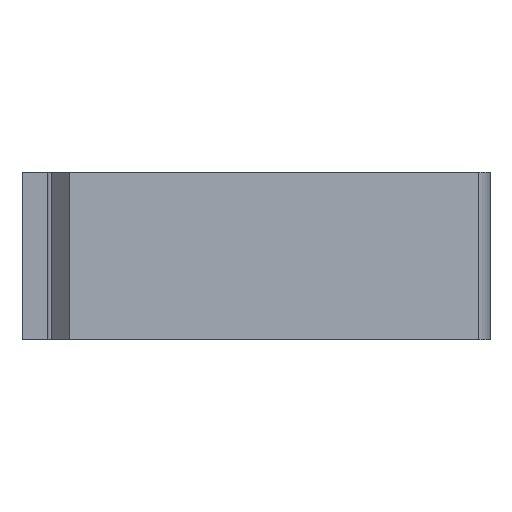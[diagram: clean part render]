
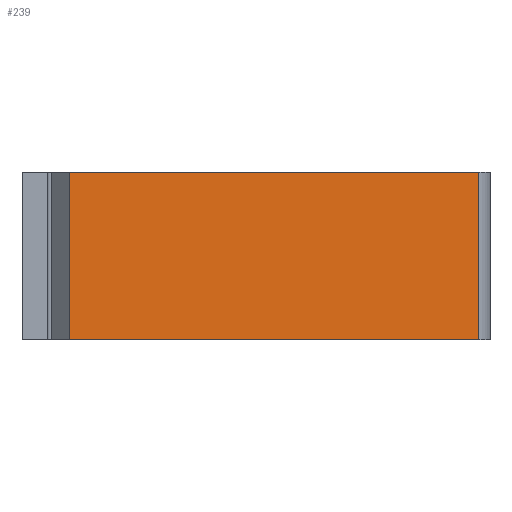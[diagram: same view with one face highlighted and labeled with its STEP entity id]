
A CAD part, left-side view. The second image highlights one B-rep face of the part: STEP entity #239.
In plain terms, the highlighted planar face has unit normal (-0.707, -0.707, 0).
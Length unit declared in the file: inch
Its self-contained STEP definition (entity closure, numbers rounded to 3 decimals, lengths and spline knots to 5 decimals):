
#165=EDGE_CURVE('',#399,#400,#401,.T.);
#217=EDGE_CURVE('',#472,#436,#473,.T.);
#239=ADVANCED_FACE('',(#503),#504,.T.);
#265=EDGE_CURVE('',#400,#436,#538,.T.);
#273=EDGE_CURVE('',#399,#472,#546,.T.);
#399=VERTEX_POINT('',#731);
#400=VERTEX_POINT('',#732);
#401=LINE('',#733,#734);
#436=VERTEX_POINT('',#821);
#472=VERTEX_POINT('',#886);
#473=LINE('',#887,#888);
#503=FACE_OUTER_BOUND('',#965,.T.);
#504=PLANE('',#966);
#538=LINE('',#1029,#1030);
#546=LINE('',#1042,#1043);
#731=CARTESIAN_POINT('',(5.86554,0.19209,0.0));
#732=CARTESIAN_POINT('',(5.86554,0.19209,1.625));
#733=CARTESIAN_POINT('',(5.86554,0.19209,0.0));
#734=VECTOR('',#1240,1.0);
#821=CARTESIAN_POINT('',(1.88787,4.16977,1.625));
#886=CARTESIAN_POINT('',(1.88787,4.16977,0.0));
#887=CARTESIAN_POINT('',(1.88787,4.16977,0.0));
#888=VECTOR('',#1327,1.0);
#965=EDGE_LOOP('',(#1364,#1365,#1366,#1367));
#966=AXIS2_PLACEMENT_3D('',#1368,#1369,#1370);
#1029=CARTESIAN_POINT('',(5.86554,0.19209,1.625));
#1030=VECTOR('',#1424,1.0);
#1042=CARTESIAN_POINT('',(5.86554,0.19209,0.0));
#1043=VECTOR('',#1428,1.0);
#1240=DIRECTION('',(0.0,0.0,1.0));
#1327=DIRECTION('',(0.0,0.0,1.0));
#1364=ORIENTED_EDGE('',*,*,#265,.T.);
#1365=ORIENTED_EDGE('',*,*,#217,.F.);
#1366=ORIENTED_EDGE('',*,*,#273,.F.);
#1367=ORIENTED_EDGE('',*,*,#165,.T.);
#1368=CARTESIAN_POINT('',(3.8767,2.18093,0.0));
#1369=DIRECTION('',(-0.707,-0.707,0.0));
#1370=DIRECTION('',(0.707,-0.707,-0.0));
#1424=DIRECTION('',(-0.707,0.707,0.0));
#1428=DIRECTION('',(-0.707,0.707,0.0));
